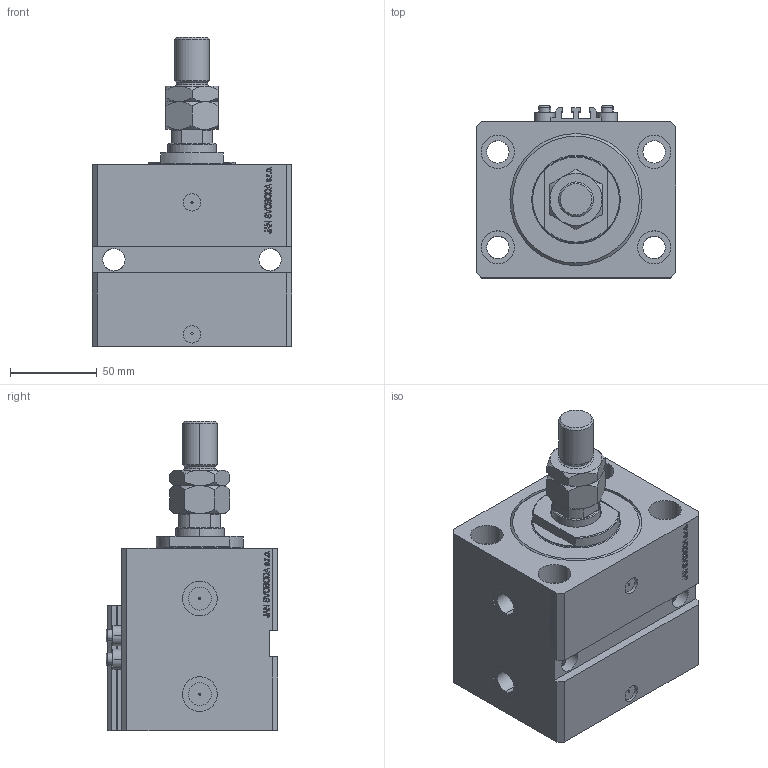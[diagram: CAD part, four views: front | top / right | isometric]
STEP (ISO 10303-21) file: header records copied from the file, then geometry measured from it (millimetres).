
FILE_DESCRIPTION (( 'STEP AP203' ), '1' );
FILE_NAME ('df1e.STEP', '2023-10-07T22:41:02', ( '' ), ( '' ), 'SwSTEP 2.0', 'SolidWorks 2019', '' );
FILE_SCHEMA (( 'CONFIG_CONTROL_DESIGN' ));
Length unit declared in the file: millimetre
Products named in the file (6): V250CE_VC_E 387d42dc4ac5b304c518deead8da741c; V250CE_E_Body 387d42dc4ac5b304c518deead8da741c; df1e; ALLEN BOLT V250CE 387d42dc4ac5b304c518deead8da741c; V250CE_C_VCP 387d42dc4ac5b304c518deead8da741c; MTA 387d42dc4ac5b304c518deead8da741c
Assembly tree (8 placements, depth 2):
  df1e
    V250CE_E_Body 387d42dc4ac5b304c518deead8da741c
    ALLEN BOLT V250CE 387d42dc4ac5b304c518deead8da741c  x4
    V250CE_C_VCP 387d42dc4ac5b304c518deead8da741c
    V250CE_VC_E 387d42dc4ac5b304c518deead8da741c
    MTA 387d42dc4ac5b304c518deead8da741c
Bounding box: 115 x 99 x 178 mm (x, y, z)
Volume: 982479.7 mm3; surface area: 159806.6 mm2
Topology: 9 solids, 9 shells, 1156 faces, 2874 edges, 1857 vertices
Faces by surface type: plane 558, bspline 368, cylinder 130, cone 84, torus 16
Entity records: 50263 total; most frequent: CARTESIAN_POINT 26125, ORIENTED_EDGE 5438, DIRECTION 3593, EDGE_CURVE 2719, VERTEX_POINT 1773, LINE 1631, VECTOR 1631, EDGE_LOOP 1220
